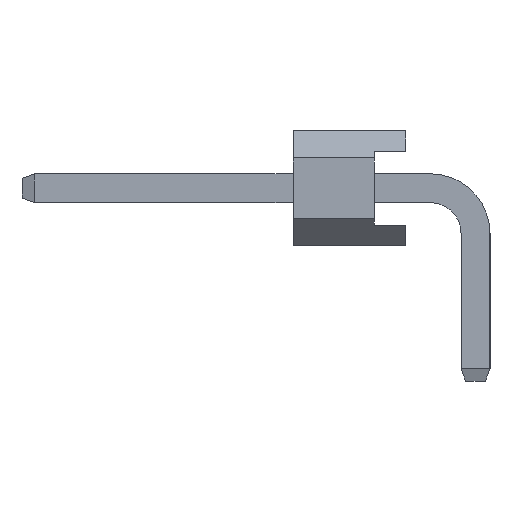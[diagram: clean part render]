
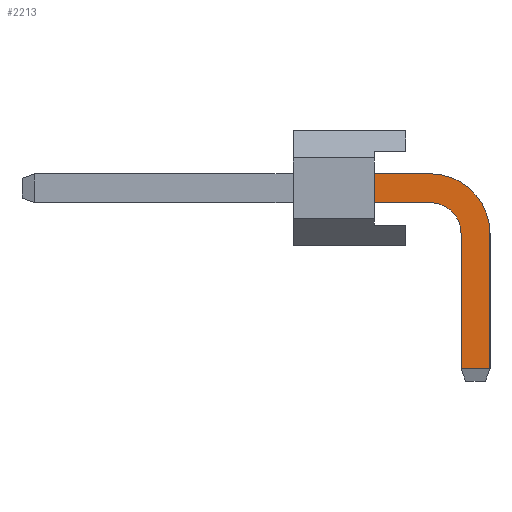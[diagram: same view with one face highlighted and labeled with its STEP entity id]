
A CAD part, left-side view. The second image highlights one B-rep face of the part: STEP entity #2213.
In plain terms, the highlighted planar face has unit normal (-1, 0, 0).
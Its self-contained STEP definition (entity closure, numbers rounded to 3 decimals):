
#2213=ADVANCED_FACE('',(#6149),#6151,.T.);
#6149=FACE_BOUND('',#6150,.T.);
#6150=EDGE_LOOP('',(#9345,#9346,#9347,#9348,#9349,#9350,#9351,#9352));
#6151=PLANE('',#6152);
#6152=AXIS2_PLACEMENT_3D('',#6153,#6154,#6155);
#6153=CARTESIAN_POINT('',(-0.32,0.32,-3.));
#6154=DIRECTION('',(-1.,0.,0.));
#6155=DIRECTION('',(0.,-1.,0.));
#9345=ORIENTED_EDGE('',*,*,#11249,.T.);
#9346=ORIENTED_EDGE('',*,*,#11250,.T.);
#9347=ORIENTED_EDGE('',*,*,#11251,.T.);
#9348=ORIENTED_EDGE('',*,*,#11252,.T.);
#9349=ORIENTED_EDGE('',*,*,#10629,.T.);
#9350=ORIENTED_EDGE('',*,*,#11253,.F.);
#9351=ORIENTED_EDGE('',*,*,#11254,.F.);
#9352=ORIENTED_EDGE('',*,*,#11255,.F.);
#10629=EDGE_CURVE('',#12165,#12166,#12167,.T.);
#11249=EDGE_CURVE('',#13137,#13138,#13139,.T.);
#11250=EDGE_CURVE('',#13138,#13140,#13141,.T.);
#11251=EDGE_CURVE('',#13140,#13142,#13143,.T.);
#11252=EDGE_CURVE('',#13142,#12165,#13144,.T.);
#11253=EDGE_CURVE('',#13145,#12166,#13146,.T.);
#11254=EDGE_CURVE('',#13147,#13145,#13148,.T.);
#11255=EDGE_CURVE('',#13137,#13147,#13149,.T.);
#12165=VERTEX_POINT('',#14785);
#12166=VERTEX_POINT('',#14786);
#12167=LINE('',#14787,#14788);
#13137=VERTEX_POINT('',#17053);
#13138=VERTEX_POINT('',#17054);
#13139=LINE('',#17055,#17056);
#13140=VERTEX_POINT('',#17058);
#13141=LINE('',#17059,#17060);
#13142=VERTEX_POINT('',#17062);
#13143=CIRCLE('',#17063,1.32);
#13144=LINE('',#17067,#17068);
#13145=VERTEX_POINT('',#17070);
#13146=LINE('',#17071,#17072);
#13147=VERTEX_POINT('',#17074);
#13148=CIRCLE('',#17075,0.68);
#13149=LINE('',#17079,#17080);
#14785=CARTESIAN_POINT('',(-0.32,2.24,1.59));
#14786=CARTESIAN_POINT('',(-0.32,2.24,0.95));
#14787=CARTESIAN_POINT('',(-0.32,2.24,1.59));
#14788=VECTOR('',#14789,1.);
#14789=DIRECTION('',(0.,0.,-1.));
#17053=CARTESIAN_POINT('',(-0.32,0.32,-2.725));
#17054=CARTESIAN_POINT('',(-0.32,-0.32,-2.725));
#17055=CARTESIAN_POINT('',(-0.32,0.32,-2.725));
#17056=VECTOR('',#17057,1.);
#17057=DIRECTION('',(0.,-1.,0.));
#17058=CARTESIAN_POINT('',(-0.32,-0.32,0.27));
#17059=CARTESIAN_POINT('',(-0.32,-0.32,-2.725));
#17060=VECTOR('',#17061,1.);
#17061=DIRECTION('',(0.,0.,1.));
#17062=CARTESIAN_POINT('',(-0.32,1.,1.59));
#17063=AXIS2_PLACEMENT_3D('',#17064,#17065,#17066);
#17064=CARTESIAN_POINT('',(-0.32,1.,0.27));
#17065=DIRECTION('',(-1.,-0.,0.));
#17066=DIRECTION('',(0.,-1.,0.));
#17067=CARTESIAN_POINT('',(-0.32,1.,1.59));
#17068=VECTOR('',#17069,1.);
#17069=DIRECTION('',(0.,1.,0.));
#17070=CARTESIAN_POINT('',(-0.32,1.,0.95));
#17071=CARTESIAN_POINT('',(-0.32,1.,0.95));
#17072=VECTOR('',#17073,1.);
#17073=DIRECTION('',(0.,1.,0.));
#17074=CARTESIAN_POINT('',(-0.32,0.32,0.27));
#17075=AXIS2_PLACEMENT_3D('',#17076,#17077,#17078);
#17076=CARTESIAN_POINT('',(-0.32,1.,0.27));
#17077=DIRECTION('',(-1.,-0.,0.));
#17078=DIRECTION('',(0.,-1.,0.));
#17079=CARTESIAN_POINT('',(-0.32,0.32,-2.725));
#17080=VECTOR('',#17081,1.);
#17081=DIRECTION('',(0.,0.,1.));
